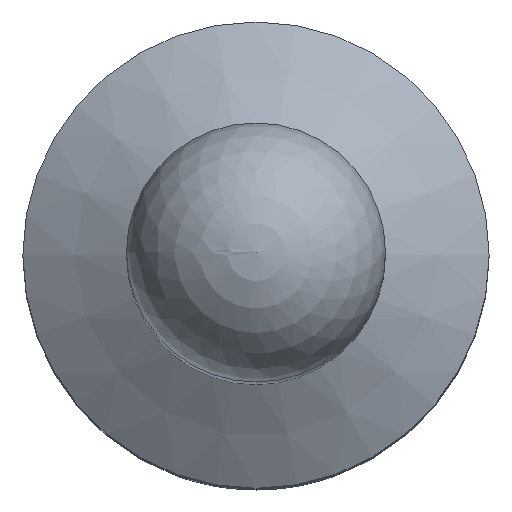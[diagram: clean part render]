
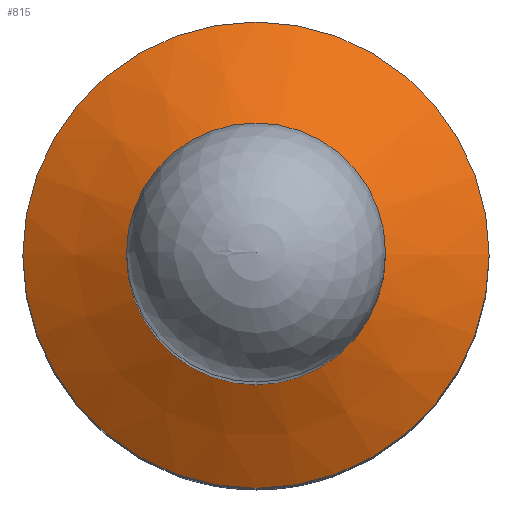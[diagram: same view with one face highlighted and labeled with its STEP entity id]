
A CAD part, top view. The second image highlights one B-rep face of the part: STEP entity #815.
In plain terms, the highlighted conical face has half-angle 60 degrees and reference radius 1.35 mm.
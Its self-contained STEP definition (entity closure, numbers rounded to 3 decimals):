
#633=CONICAL_SURFACE('',#3377,1.35,60.);
#815=ADVANCED_FACE('',(#977,#978),#633,.T.);
#977=FACE_BOUND('',#1034,.T.);
#978=FACE_BOUND('',#1035,.T.);
#1034=EDGE_LOOP('',(#1267));
#1035=EDGE_LOOP('',(#1268));
#1267=ORIENTED_EDGE('',*,*,#2011,.T.);
#1268=ORIENTED_EDGE('',*,*,#2012,.T.);
#1819=VERTEX_POINT('',#4720);
#1820=VERTEX_POINT('',#4722);
#2011=EDGE_CURVE('',#1819,#1819,#2287,.T.);
#2012=EDGE_CURVE('',#1820,#1820,#2288,.T.);
#2287=CIRCLE('',#3375,1.25);
#2288=CIRCLE('',#3376,2.25);
#3375=AXIS2_PLACEMENT_3D('',#4719,#3760,#3761);
#3376=AXIS2_PLACEMENT_3D('',#4721,#3762,#3763);
#3377=AXIS2_PLACEMENT_3D('',#4723,#3764,#3765);
#3760=DIRECTION('',(0.,0.,-1.));
#3761=DIRECTION('',(-1.,0.,0.));
#3762=DIRECTION('',(0.,0.,1.));
#3763=DIRECTION('',(-1.,0.,0.));
#3764=DIRECTION('',(0.,0.,-1.));
#3765=DIRECTION('',(-1.,0.,0.));
#4719=CARTESIAN_POINT('',(0.,0.,9.9));
#4720=CARTESIAN_POINT('',(-1.25,0.,9.9));
#4721=CARTESIAN_POINT('',(0.,0.,9.323));
#4722=CARTESIAN_POINT('',(-2.25,0.,9.323));
#4723=CARTESIAN_POINT('',(0.,0.,9.842));
